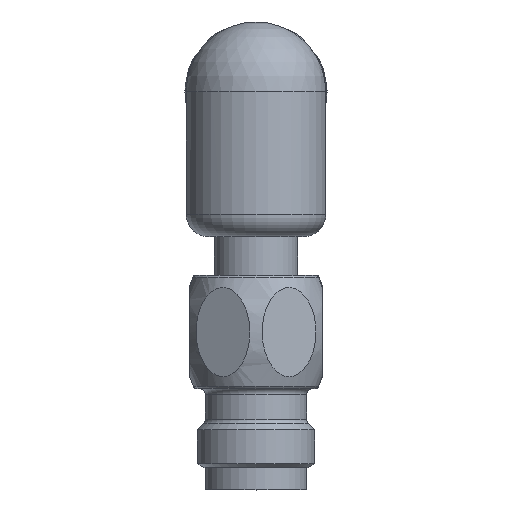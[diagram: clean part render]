
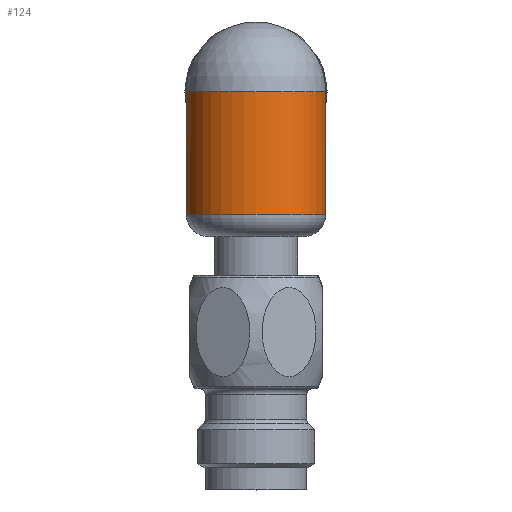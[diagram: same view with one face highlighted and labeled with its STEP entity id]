
A CAD part, front view. The second image highlights one B-rep face of the part: STEP entity #124.
In plain terms, the highlighted cylindrical face has radius 4.75 mm (diameter 9.5 mm), a full revolution.
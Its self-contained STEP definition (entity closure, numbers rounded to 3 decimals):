
#124=ADVANCED_FACE('',(#227,#228),#185,.T.);
#185=CYLINDRICAL_SURFACE('',#827,4.75);
#203=B_SPLINE_CURVE_WITH_KNOTS('',3,(#1391,#1392,#1393,#1394,#1395,#1396,
#1397,#1398,#1399,#1400,#1401,#1402,#1403,#1404,#1405,#1406,#1407,#1408,
#1409,#1410,#1411,#1412,#1413,#1414,#1415,#1416),.UNSPECIFIED.,.F.,.F.,
(4,2,2,2,2,2,2,2,2,2,2,2,4),(0.,0.031,0.062,0.125,
0.25,0.375,0.5,0.625,
0.75,0.875,0.937,0.969,1.),
 .UNSPECIFIED.);
#227=FACE_BOUND('',#334,.T.);
#228=FACE_BOUND('',#335,.T.);
#334=EDGE_LOOP('',(#471));
#335=EDGE_LOOP('',(#472,#473));
#471=ORIENTED_EDGE('',*,*,#674,.T.);
#472=ORIENTED_EDGE('',*,*,#675,.T.);
#473=ORIENTED_EDGE('',*,*,#676,.T.);
#604=VERTEX_POINT('',#1387);
#605=VERTEX_POINT('',#1389);
#606=VERTEX_POINT('',#1390);
#674=EDGE_CURVE('',#604,#604,#759,.T.);
#675=EDGE_CURVE('',#605,#606,#760,.T.);
#676=EDGE_CURVE('',#606,#605,#203,.T.);
#759=CIRCLE('',#825,4.75);
#760=CIRCLE('',#826,4.75);
#825=AXIS2_PLACEMENT_3D('',#1386,#966,#967);
#826=AXIS2_PLACEMENT_3D('',#1388,#968,#969);
#827=AXIS2_PLACEMENT_3D('',#1417,#970,#971);
#966=DIRECTION('',(0.,0.,1.));
#967=DIRECTION('',(1.,0.,0.));
#968=DIRECTION('',(0.,0.,-1.));
#969=DIRECTION('',(1.,0.,0.));
#970=DIRECTION('',(0.,0.,-1.));
#971=DIRECTION('',(1.,0.,0.));
#1386=CARTESIAN_POINT('',(0.,-95.,1.103));
#1387=CARTESIAN_POINT('',(4.75,-95.,1.103));
#1388=CARTESIAN_POINT('',(0.,-95.,9.45));
#1389=CARTESIAN_POINT('',(4.75,-95.043,9.45));
#1390=CARTESIAN_POINT('',(-4.75,-95.043,9.45));
#1391=CARTESIAN_POINT('',(-4.75,-95.043,9.45));
#1392=CARTESIAN_POINT('',(-4.75,-95.043,9.213));
#1393=CARTESIAN_POINT('',(-4.75,-94.887,9.011));
#1394=CARTESIAN_POINT('',(-4.739,-94.649,8.608));
#1395=CARTESIAN_POINT('',(-4.728,-94.525,8.409));
#1396=CARTESIAN_POINT('',(-4.681,-94.154,7.813));
#1397=CARTESIAN_POINT('',(-4.629,-93.906,7.422));
#1398=CARTESIAN_POINT('',(-4.412,-93.168,6.257));
#1399=CARTESIAN_POINT('',(-4.185,-92.679,5.489));
#1400=CARTESIAN_POINT('',(-3.504,-91.742,4.016));
#1401=CARTESIAN_POINT('',(-3.053,-91.29,3.306));
#1402=CARTESIAN_POINT('',(-1.804,-90.546,2.139));
#1403=CARTESIAN_POINT('',(-0.928,-90.248,1.671));
#1404=CARTESIAN_POINT('',(0.949,-90.252,1.678));
#1405=CARTESIAN_POINT('',(1.817,-90.552,2.149));
#1406=CARTESIAN_POINT('',(3.06,-91.296,3.316));
#1407=CARTESIAN_POINT('',(3.509,-91.747,4.025));
#1408=CARTESIAN_POINT('',(4.185,-92.681,5.491));
#1409=CARTESIAN_POINT('',(4.413,-93.17,6.261));
#1410=CARTESIAN_POINT('',(4.63,-93.908,7.424));
#1411=CARTESIAN_POINT('',(4.681,-94.155,7.815));
#1412=CARTESIAN_POINT('',(4.728,-94.526,8.41));
#1413=CARTESIAN_POINT('',(4.739,-94.649,8.608));
#1414=CARTESIAN_POINT('',(4.75,-94.887,9.011));
#1415=CARTESIAN_POINT('',(4.75,-95.043,9.212));
#1416=CARTESIAN_POINT('',(4.75,-95.043,9.45));
#1417=CARTESIAN_POINT('',(0.,-95.,14.35));
